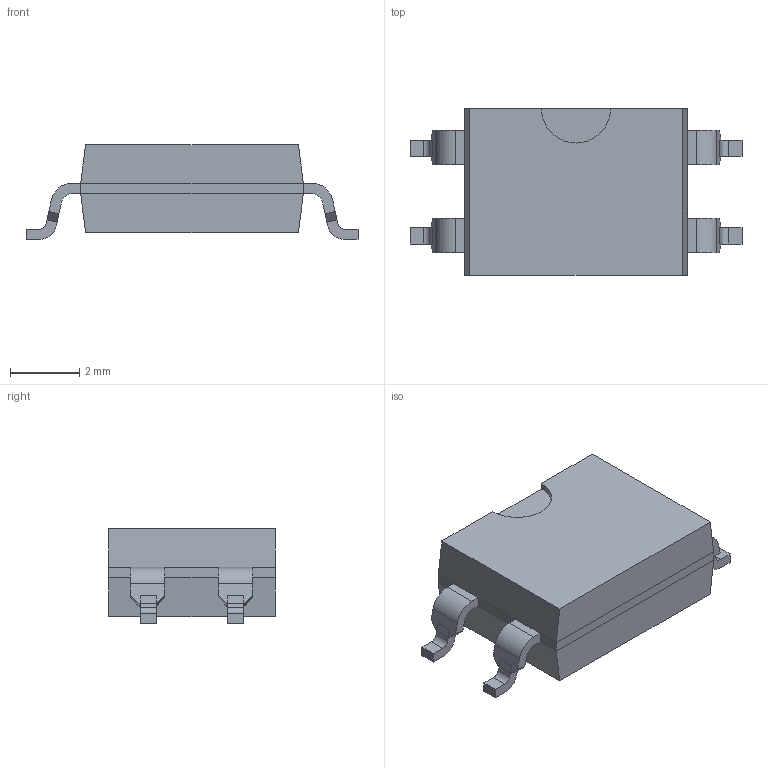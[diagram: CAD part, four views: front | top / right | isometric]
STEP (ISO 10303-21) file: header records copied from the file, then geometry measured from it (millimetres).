
FILE_DESCRIPTION((''),'2;1');
FILE_NAME('PANASONIC_AQY21(DIP)(SM4).stp','2015-01-14T11:33:26',(''),(''),'Mechanical Desktop 2011','Mechanical Desktop 2011',', , ');
FILE_SCHEMA(('AUTOMOTIVE_DESIGN { 1 2 10303 214 1 1 1 1 }'));
Length unit declared in the file: millimetre
Products named in the file (1): Product
Bounding box: 9.62 x 4.83 x 2.75 mm (x, y, z)
Volume: 80 mm3; surface area: 267 mm2
Topology: 11 solids, 11 shells, 108 faces, 258 edges, 172 vertices
Faces by surface type: plane 55, bspline 44, cylinder 9
Entity records: 3242 total; most frequent: CARTESIAN_POINT 783, ORIENTED_EDGE 516, DIRECTION 422, EDGE_CURVE 258, VECTOR 224, LINE 224, VERTEX_POINT 172, EDGE_LOOP 108
